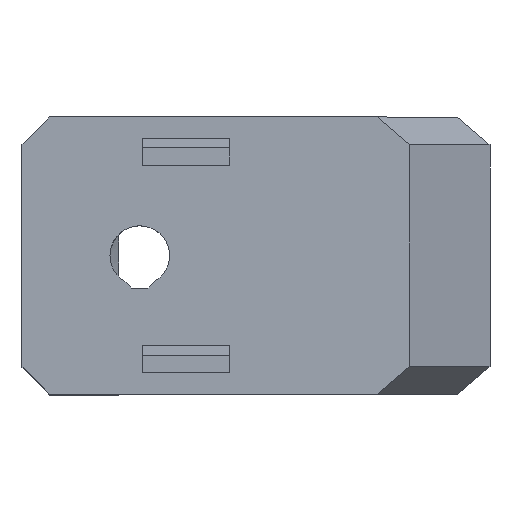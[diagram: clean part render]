
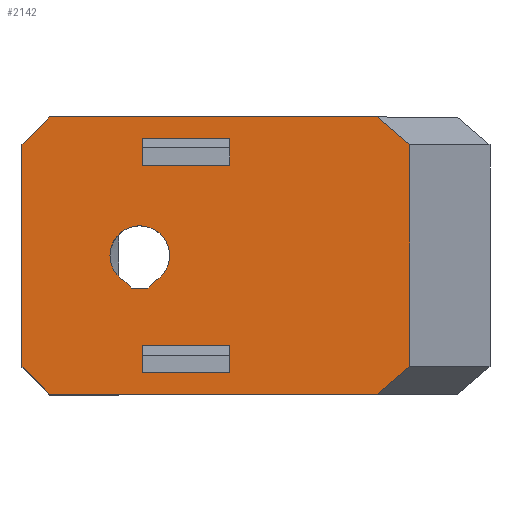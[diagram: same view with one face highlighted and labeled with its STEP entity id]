
A CAD part, top view. The second image highlights one B-rep face of the part: STEP entity #2142.
In plain terms, the highlighted planar face has unit normal (0, 0, 1).
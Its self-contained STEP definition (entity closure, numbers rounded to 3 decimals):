
#20=FACE_BOUND('',#234,.T.);
#21=FACE_BOUND('',#235,.T.);
#22=FACE_BOUND('',#236,.T.);
#41=CIRCLE('',#2284,2.15);
#116=FACE_OUTER_BOUND('',#233,.T.);
#233=EDGE_LOOP('',(#1575,#1576,#1577,#1578,#1579,#1580,#1581,#1582));
#234=EDGE_LOOP('',(#1583,#1584,#1585,#1586));
#235=EDGE_LOOP('',(#1587,#1588,#1589,#1590));
#236=EDGE_LOOP('',(#1591,#1592,#1593,#1594));
#392=LINE('',#3122,#670);
#396=LINE('',#3131,#674);
#401=LINE('',#3141,#679);
#405=LINE('',#3150,#683);
#408=LINE('',#3155,#686);
#409=LINE('',#3157,#687);
#411=LINE('',#3161,#689);
#412=LINE('',#3163,#690);
#418=LINE('',#3177,#696);
#423=LINE('',#3187,#701);
#425=LINE('',#3191,#703);
#426=LINE('',#3193,#704);
#427=LINE('',#3195,#705);
#428=LINE('',#3197,#706);
#429=LINE('',#3199,#707);
#430=LINE('',#3200,#708);
#431=LINE('',#3203,#709);
#432=LINE('',#3205,#710);
#433=LINE('',#3207,#711);
#670=VECTOR('',#2538,10.);
#674=VECTOR('',#2546,10.);
#679=VECTOR('',#2553,10.);
#683=VECTOR('',#2561,10.);
#686=VECTOR('',#2566,10.);
#687=VECTOR('',#2569,10.);
#689=VECTOR('',#2573,10.);
#690=VECTOR('',#2576,10.);
#696=VECTOR('',#2586,10.);
#701=VECTOR('',#2595,10.);
#703=VECTOR('',#2599,10.);
#704=VECTOR('',#2600,10.);
#705=VECTOR('',#2601,10.);
#706=VECTOR('',#2602,10.);
#707=VECTOR('',#2603,10.);
#708=VECTOR('',#2604,10.);
#709=VECTOR('',#2605,10.);
#710=VECTOR('',#2606,10.);
#711=VECTOR('',#2607,10.);
#926=VERTEX_POINT('',#3115);
#929=VERTEX_POINT('',#3120);
#932=VERTEX_POINT('',#3130);
#933=VERTEX_POINT('',#3134);
#936=VERTEX_POINT('',#3139);
#939=VERTEX_POINT('',#3149);
#940=VERTEX_POINT('',#3153);
#941=VERTEX_POINT('',#3159);
#946=VERTEX_POINT('',#3174);
#947=VERTEX_POINT('',#3176);
#950=VERTEX_POINT('',#3186);
#951=VERTEX_POINT('',#3190);
#952=VERTEX_POINT('',#3192);
#953=VERTEX_POINT('',#3194);
#954=VERTEX_POINT('',#3196);
#955=VERTEX_POINT('',#3198);
#956=VERTEX_POINT('',#3201);
#957=VERTEX_POINT('',#3202);
#958=VERTEX_POINT('',#3204);
#959=VERTEX_POINT('',#3206);
#1152=EDGE_CURVE('',#926,#929,#392,.T.);
#1156=EDGE_CURVE('',#932,#926,#396,.T.);
#1161=EDGE_CURVE('',#933,#936,#401,.T.);
#1165=EDGE_CURVE('',#939,#933,#405,.T.);
#1168=EDGE_CURVE('',#929,#940,#408,.T.);
#1169=EDGE_CURVE('',#940,#932,#409,.T.);
#1171=EDGE_CURVE('',#936,#941,#411,.T.);
#1172=EDGE_CURVE('',#941,#939,#412,.T.);
#1178=EDGE_CURVE('',#946,#947,#418,.T.);
#1183=EDGE_CURVE('',#950,#947,#423,.T.);
#1185=EDGE_CURVE('',#946,#951,#425,.T.);
#1186=EDGE_CURVE('',#952,#951,#426,.T.);
#1187=EDGE_CURVE('',#952,#953,#427,.T.);
#1188=EDGE_CURVE('',#954,#953,#428,.T.);
#1189=EDGE_CURVE('',#954,#955,#429,.T.);
#1190=EDGE_CURVE('',#950,#955,#430,.T.);
#1191=EDGE_CURVE('',#956,#957,#431,.T.);
#1192=EDGE_CURVE('',#957,#958,#432,.T.);
#1193=EDGE_CURVE('',#958,#959,#433,.T.);
#1194=EDGE_CURVE('',#959,#956,#41,.T.);
#1575=ORIENTED_EDGE('',*,*,#1178,.F.);
#1576=ORIENTED_EDGE('',*,*,#1185,.T.);
#1577=ORIENTED_EDGE('',*,*,#1186,.F.);
#1578=ORIENTED_EDGE('',*,*,#1187,.T.);
#1579=ORIENTED_EDGE('',*,*,#1188,.F.);
#1580=ORIENTED_EDGE('',*,*,#1189,.T.);
#1581=ORIENTED_EDGE('',*,*,#1190,.F.);
#1582=ORIENTED_EDGE('',*,*,#1183,.T.);
#1583=ORIENTED_EDGE('',*,*,#1168,.T.);
#1584=ORIENTED_EDGE('',*,*,#1169,.T.);
#1585=ORIENTED_EDGE('',*,*,#1156,.T.);
#1586=ORIENTED_EDGE('',*,*,#1152,.T.);
#1587=ORIENTED_EDGE('',*,*,#1171,.T.);
#1588=ORIENTED_EDGE('',*,*,#1172,.T.);
#1589=ORIENTED_EDGE('',*,*,#1165,.T.);
#1590=ORIENTED_EDGE('',*,*,#1161,.T.);
#1591=ORIENTED_EDGE('',*,*,#1191,.T.);
#1592=ORIENTED_EDGE('',*,*,#1192,.T.);
#1593=ORIENTED_EDGE('',*,*,#1193,.T.);
#1594=ORIENTED_EDGE('',*,*,#1194,.T.);
#2033=PLANE('',#2283);
#2142=ADVANCED_FACE('',(#116,#20,#21,#22),#2033,.T.);
#2283=AXIS2_PLACEMENT_3D('',#3189,#2597,#2598);
#2284=AXIS2_PLACEMENT_3D('',#3208,#2608,#2609);
#2538=DIRECTION('',(1.,0.,0.));
#2546=DIRECTION('',(0.,1.,0.));
#2553=DIRECTION('',(1.,0.,0.));
#2561=DIRECTION('',(0.,1.,0.));
#2566=DIRECTION('',(0.,-1.,0.));
#2569=DIRECTION('',(-1.,0.,0.));
#2573=DIRECTION('',(0.,-1.,0.));
#2576=DIRECTION('',(-1.,0.,0.));
#2586=DIRECTION('',(0.756,-0.655,0.));
#2595=DIRECTION('',(0.,1.,0.));
#2597=DIRECTION('center_axis',(0.,0.,1.));
#2598=DIRECTION('ref_axis',(1.,0.,0.));
#2599=DIRECTION('',(-1.,0.,0.));
#2600=DIRECTION('',(0.707,0.707,0.));
#2601=DIRECTION('',(0.,-1.,0.));
#2602=DIRECTION('',(-0.707,0.707,0.));
#2603=DIRECTION('',(1.,0.,0.));
#2604=DIRECTION('',(-0.756,-0.655,0.));
#2605=DIRECTION('',(-0.707,-0.707,0.));
#2606=DIRECTION('',(-1.,0.,0.));
#2607=DIRECTION('',(-0.707,0.707,0.));
#2608=DIRECTION('center_axis',(0.,0.,-1.));
#2609=DIRECTION('ref_axis',(1.,0.,0.));
#3115=CARTESIAN_POINT('',(8.7,18.475,20.));
#3120=CARTESIAN_POINT('',(15.,18.475,20.));
#3122=CARTESIAN_POINT('',(15.5,18.475,20.));
#3130=CARTESIAN_POINT('',(8.7,16.525,20.));
#3131=CARTESIAN_POINT('',(8.7,14.237,20.));
#3134=CARTESIAN_POINT('',(8.7,3.475,20.));
#3139=CARTESIAN_POINT('',(15.,3.475,20.));
#3141=CARTESIAN_POINT('',(15.5,3.475,20.));
#3149=CARTESIAN_POINT('',(8.7,1.525,20.));
#3150=CARTESIAN_POINT('',(8.7,6.738,20.));
#3153=CARTESIAN_POINT('',(15.,16.525,20.));
#3155=CARTESIAN_POINT('',(15.,13.263,20.));
#3157=CARTESIAN_POINT('',(12.35,16.525,20.));
#3159=CARTESIAN_POINT('',(15.,1.525,20.));
#3161=CARTESIAN_POINT('',(15.,5.763,20.));
#3163=CARTESIAN_POINT('',(12.35,1.525,20.));
#3174=CARTESIAN_POINT('',(25.691,20.,20.));
#3176=CARTESIAN_POINT('',(28.,18.,20.));
#3177=CARTESIAN_POINT('',(28.008,17.993,20.));
#3186=CARTESIAN_POINT('',(28.,2.,20.));
#3187=CARTESIAN_POINT('',(28.,5.,20.));
#3189=CARTESIAN_POINT('Origin',(16.,10.,20.));
#3190=CARTESIAN_POINT('',(2.,20.,20.));
#3191=CARTESIAN_POINT('',(0.,20.,20.));
#3192=CARTESIAN_POINT('',(0.,18.,20.));
#3193=CARTESIAN_POINT('',(2.5,20.5,20.));
#3194=CARTESIAN_POINT('',(0.,2.,20.));
#3195=CARTESIAN_POINT('',(0.,0.,20.));
#3196=CARTESIAN_POINT('',(2.,0.,20.));
#3197=CARTESIAN_POINT('',(2.5,-0.5,20.));
#3198=CARTESIAN_POINT('',(25.691,0.,20.));
#3199=CARTESIAN_POINT('',(32.,0.,20.));
#3200=CARTESIAN_POINT('',(26.865,1.017,20.));
#3201=CARTESIAN_POINT('',(9.575,8.138,20.));
#3202=CARTESIAN_POINT('',(9.086,7.649,20.));
#3203=CARTESIAN_POINT('',(9.086,7.649,20.));
#3204=CARTESIAN_POINT('',(7.914,7.649,20.));
#3205=CARTESIAN_POINT('',(7.914,7.649,20.));
#3206=CARTESIAN_POINT('',(7.425,8.138,20.));
#3207=CARTESIAN_POINT('',(7.425,8.138,20.));
#3208=CARTESIAN_POINT('Origin',(8.5,10.,20.));
